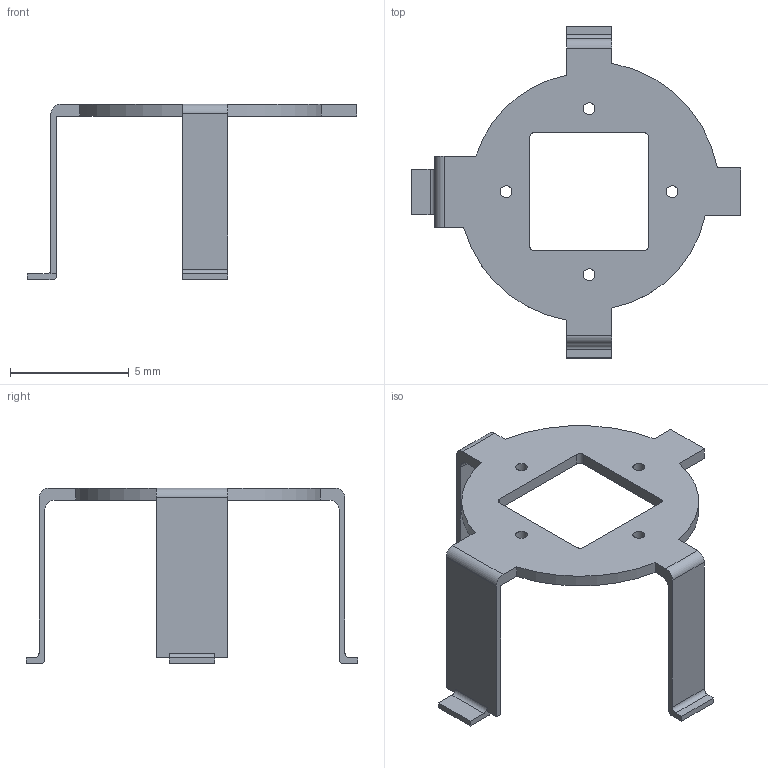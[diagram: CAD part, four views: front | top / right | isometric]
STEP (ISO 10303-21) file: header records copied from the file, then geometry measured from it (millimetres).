
FILE_DESCRIPTION(('FreeCAD Model'),'2;1');
FILE_NAME('Open CASCADE Shape Model','2023-05-10T12:23:00',('Author'),( ''),'Open CASCADE STEP processor 7.6','FreeCAD','Unknown');
FILE_SCHEMA(('AUTOMOTIVE_DESIGN { 1 0 10303 214 1 1 1 1 }'));
Length unit declared in the file: millimetre
Products named in the file (1): Body
Bounding box: 13.9 x 14 x 7.4 mm (x, y, z)
Volume: 48.6 mm3; surface area: 288.6 mm2
Topology: 1 solids, 1 shells, 57 faces, 165 edges, 110 vertices
Faces by surface type: plane 34, cylinder 23
Full cylindrical faces by diameter (mm): 0.5 x4
Entity records: 4129 total; most frequent: CARTESIAN_POINT 777, DIRECTION 638, LINE 403, VECTOR 403, ORIENTED_EDGE 330, PCURVE 330, DEFINITIONAL_REPRESENTATION 330, EDGE_CURVE 165
